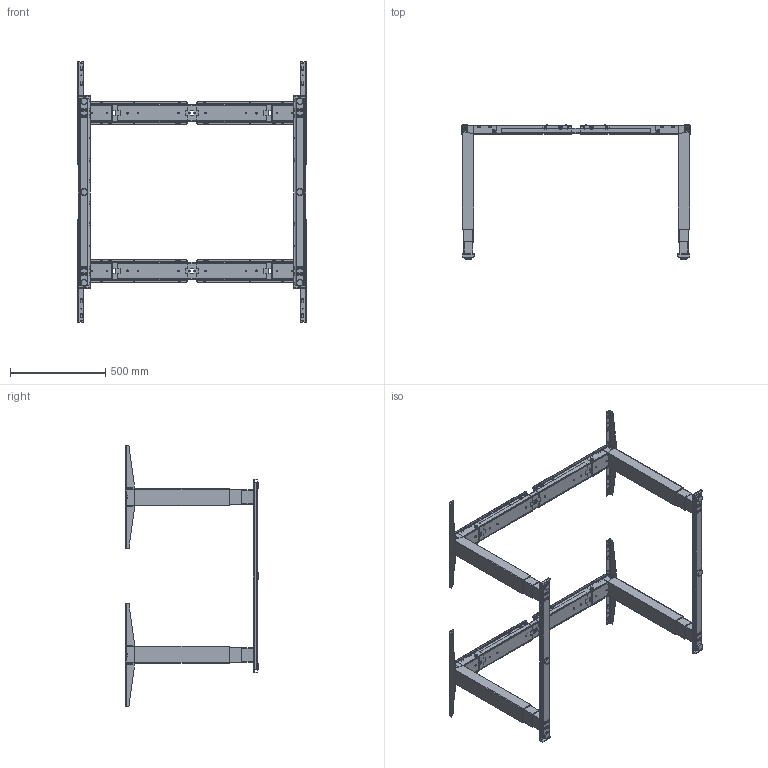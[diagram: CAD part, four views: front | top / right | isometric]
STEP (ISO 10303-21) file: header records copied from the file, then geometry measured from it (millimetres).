
FILE_DESCRIPTION (( 'STEP AP203' ), '1' );
FILE_NAME ('AE43LAxxxxxxx_Fl115_Aero Twin.STEP', '2020-02-06T13:23:11', ( '' ), ( '' ), 'SwSTEP 2.0', 'SolidWorks 2019', '' );
FILE_SCHEMA (( 'CONFIG_CONTROL_DESIGN' ));
Products named in the file (1): AE43LAxxxxxxx_Fl115_Aero Twin
Bounding box: 1200 x 703.8 x 1370 mm (x, y, z)
Surface area: 3218144.7 mm2 (no closed solid volume)
Topology: 0 solids, 326 shells, 2576 faces, 12666 edges, 10064 vertices
Faces by surface type: plane 1300, cylinder 938, torus 162, cone 68, bspline 56, sphere 52
Entity records: 128150 total; most frequent: CARTESIAN_POINT 31889, DIRECTION 19924, ORIENTED_EDGE 16836, EDGE_CURVE 12662, VERTEX_POINT 10064, LINE 7562, VECTOR 7562, AXIS2_PLACEMENT_3D 6181
